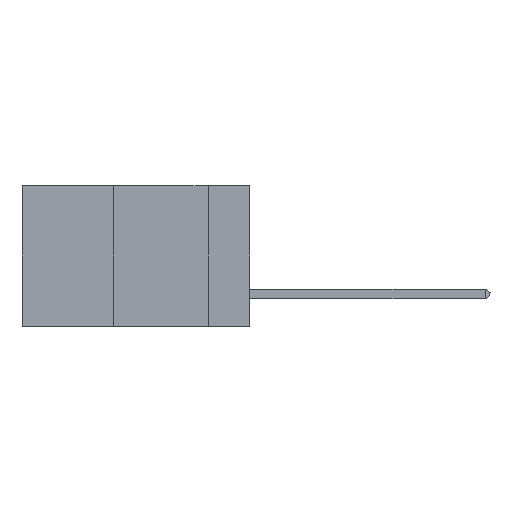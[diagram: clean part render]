
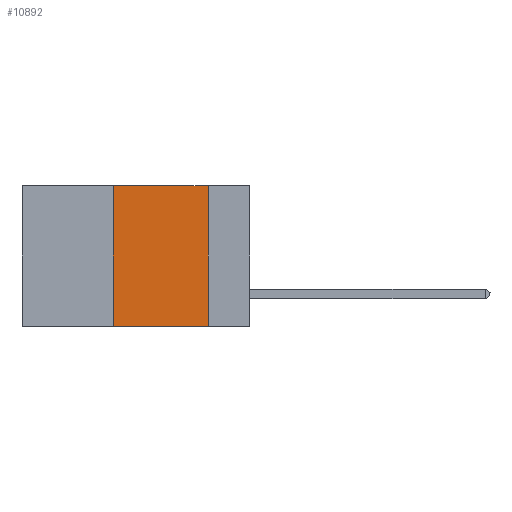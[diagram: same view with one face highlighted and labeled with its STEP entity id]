
A CAD part, left-side view. The second image highlights one B-rep face of the part: STEP entity #10892.
In plain terms, the highlighted planar face has unit normal (-1, 0, 0).
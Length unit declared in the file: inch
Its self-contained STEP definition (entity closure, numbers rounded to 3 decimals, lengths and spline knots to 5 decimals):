
#79 = EDGE_CURVE ( 'NONE', #3342, #12249, #19982, .T. ) ;
#508 = CARTESIAN_POINT ( 'NONE',  ( 0., 0.6, 0. ) ) ;
#2205 = DIRECTION ( 'NONE',  ( 0., -1., 0. ) ) ;
#3342 = VERTEX_POINT ( 'NONE', #13295 ) ;
#4052 = CARTESIAN_POINT ( 'NONE',  ( 0., 0.6, -0.37 ) ) ;
#5118 = EDGE_CURVE ( 'NONE', #12852, #16364, #25003, .T. ) ;
#5525 = CARTESIAN_POINT ( 'NONE',  ( 0., 0.36, 0. ) ) ;
#6261 = ORIENTED_EDGE ( 'NONE', *, *, #79, .F. ) ;
#6459 = VECTOR ( 'NONE', #8262, 39.37008 ) ;
#6758 = CARTESIAN_POINT ( 'NONE',  ( 0., 0.36, -0.37 ) ) ;
#6807 = LINE ( 'NONE', #15361, #17786 ) ;
#8219 = CARTESIAN_POINT ( 'NONE',  ( 0., 0.36, 0. ) ) ;
#8262 = DIRECTION ( 'NONE',  ( 0., 0., -1. ) ) ;
#8345 = CARTESIAN_POINT ( 'NONE',  ( 0., 0.11, 0. ) ) ;
#8848 = AXIS2_PLACEMENT_3D ( 'NONE', #508, #14556, #10468 ) ;
#8852 = EDGE_LOOP ( 'NONE', ( #6261, #15513, #11807, #10523 ) ) ;
#9764 = DIRECTION ( 'NONE',  ( 0., -1., 0. ) ) ;
#10468 = DIRECTION ( 'NONE',  ( 0., 0., -1. ) ) ;
#10523 = ORIENTED_EDGE ( 'NONE', *, *, #10661, .T. ) ;
#10661 = EDGE_CURVE ( 'NONE', #12852, #12249, #24530, .T. ) ;
#10892 = ADVANCED_FACE ( 'NONE', ( #25793 ), #22527, .F. ) ;
#11807 = ORIENTED_EDGE ( 'NONE', *, *, #5118, .F. ) ;
#12245 = EDGE_CURVE ( 'NONE', #16364, #3342, #6807, .T. ) ;
#12249 = VERTEX_POINT ( 'NONE', #15883 ) ;
#12852 = VERTEX_POINT ( 'NONE', #6758 ) ;
#13295 = CARTESIAN_POINT ( 'NONE',  ( 0., 0.11, 0. ) ) ;
#14556 = DIRECTION ( 'NONE',  ( 1., 0., 0. ) ) ;
#15361 = CARTESIAN_POINT ( 'NONE',  ( 0., 0.6, 0. ) ) ;
#15513 = ORIENTED_EDGE ( 'NONE', *, *, #12245, .F. ) ;
#15883 = CARTESIAN_POINT ( 'NONE',  ( 0., 0.11, -0.37 ) ) ;
#16261 = VECTOR ( 'NONE', #2205, 39.37008 ) ;
#16364 = VERTEX_POINT ( 'NONE', #5525 ) ;
#17786 = VECTOR ( 'NONE', #9764, 39.37008 ) ;
#18304 = VECTOR ( 'NONE', #24541, 39.37008 ) ;
#19982 = LINE ( 'NONE', #8345, #6459 ) ;
#22527 = PLANE ( 'NONE',  #8848 ) ;
#24530 = LINE ( 'NONE', #4052, #16261 ) ;
#24541 = DIRECTION ( 'NONE',  ( 0., 0., 1. ) ) ;
#25003 = LINE ( 'NONE', #8219, #18304 ) ;
#25793 = FACE_OUTER_BOUND ( 'NONE', #8852, .T. ) ;
